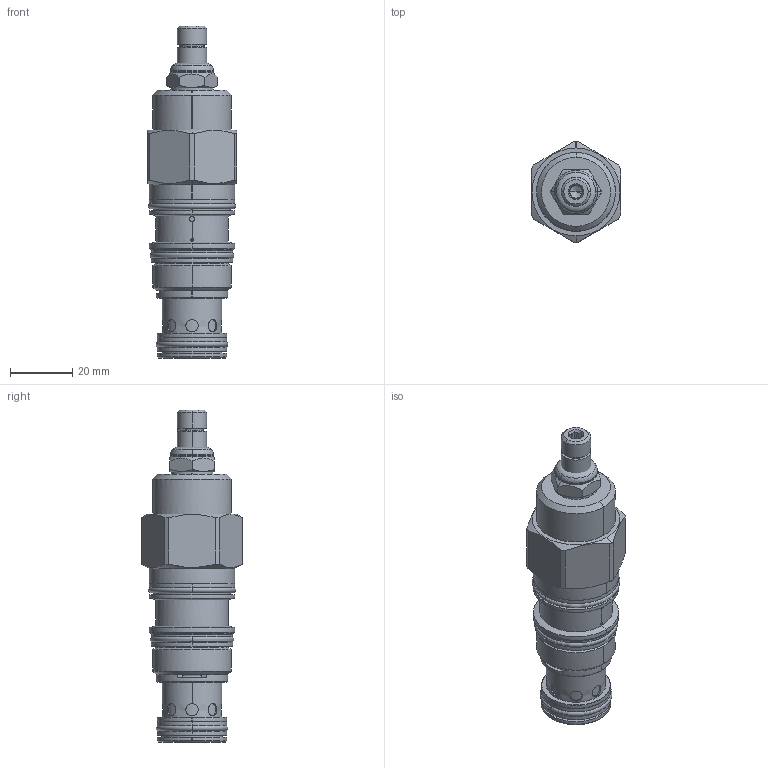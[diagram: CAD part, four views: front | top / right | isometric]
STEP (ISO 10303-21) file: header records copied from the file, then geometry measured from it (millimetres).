
FILE_DESCRIPTION((''),'2;1');
FILE_NAME('RSFCLAN_SW_PRT','2019-08-01T',('charlief'),(''),'PRO/ENGINEER BY PARAMETRIC TECHNOLOGY CORPORATION, 2016010','PRO/ENGINEER BY PARAMETRIC TECHNOLOGY CORPORATION, 2016010','');
FILE_SCHEMA(('CONFIG_CONTROL_DESIGN'));
Products named in the file (1): RSFCLAN_SW_PRT
Bounding box: 28.57 x 32.21 x 106.38 mm (x, y, z)
Surface area: 16242.4 mm2 (no closed solid volume)
Topology: 0 solids, 0 shells, 264 faces, 1256 edges, 1235 vertices
Faces by surface type: bspline 234, torus 30
Entity records: 60474 total; most frequent: CARTESIAN_POINT 49570, DIRECTION 1742, TRIMMED_CURVE 1395, DEFINITIONAL_REPRESENTATION 1216, PCURVE 1216, COMPOSITE_CURVE_SEGMENT 1216, VECTOR 1108, LINE 1108
